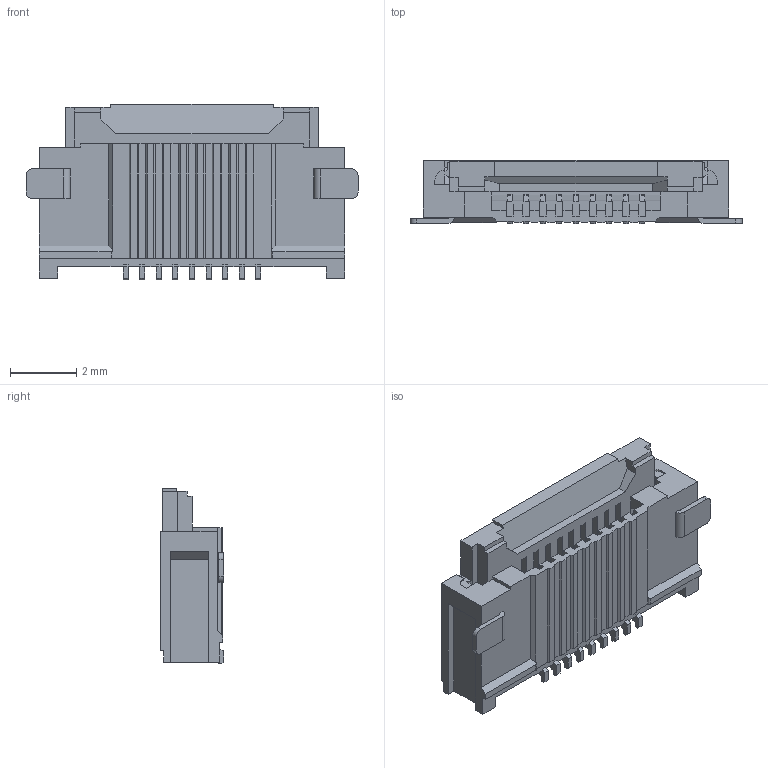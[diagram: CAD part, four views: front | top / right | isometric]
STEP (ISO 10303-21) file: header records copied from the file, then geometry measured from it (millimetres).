
FILE_DESCRIPTION((''),'2;1');
FILE_NAME('5051100992','2019-06-14T',('gga'),(''),'PRO/ENGINEER BY PARAMETRIC TECHNOLOGY CORPORATION, 2016010','PRO/ENGINEER BY PARAMETRIC TECHNOLOGY CORPORATION, 2016010','');
FILE_SCHEMA(('CONFIG_CONTROL_DESIGN'));
Length unit declared in the file: millimetre
Products named in the file (1): 5051100992
Bounding box: 10 x 1.9 x 5.3 mm (x, y, z)
Volume: 53.8 mm3; surface area: 235.4 mm2
Topology: 1 solids, 1 shells, 637 faces, 1876 edges, 1248 vertices
Faces by surface type: plane 549, cylinder 88
Entity records: 20863 total; most frequent: CARTESIAN_POINT 3725, ORIENTED_EDGE 3664, DIRECTION 3326, EDGE_CURVE 1832, VECTOR 1698, LINE 1698, VERTEX_POINT 1204, AXIS2_PLACEMENT_3D 814
